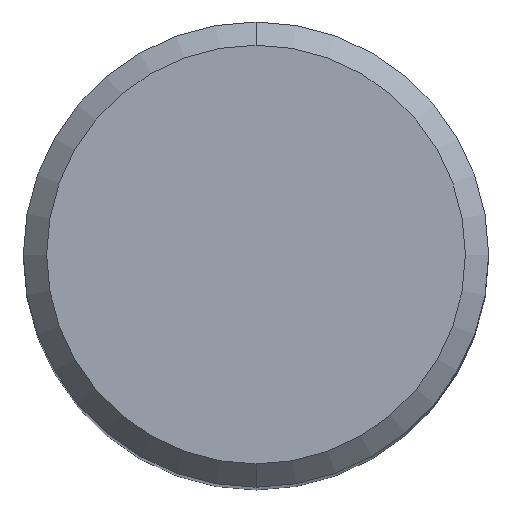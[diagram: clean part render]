
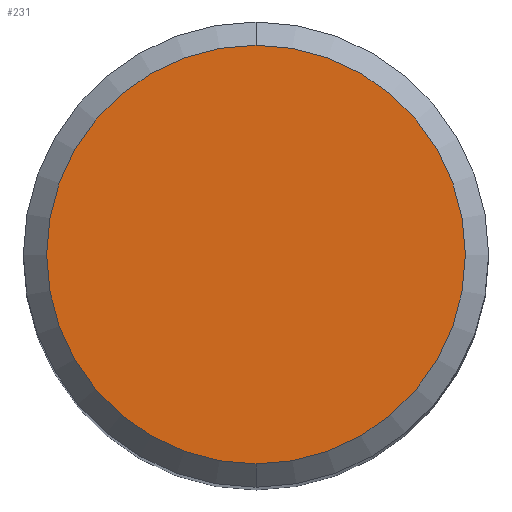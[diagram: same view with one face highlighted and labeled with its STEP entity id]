
A CAD part, top view. The second image highlights one B-rep face of the part: STEP entity #231.
In plain terms, the highlighted planar face has unit normal (0, 0, 1).
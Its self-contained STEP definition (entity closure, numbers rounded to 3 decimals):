
#195=EDGE_CURVE('',#431,#423,#487,.T.);
#231=ADVANCED_FACE('',(#529),#530,.T.);
#309=EDGE_CURVE('',#423,#431,#617,.T.);
#423=VERTEX_POINT('',#739);
#431=VERTEX_POINT('',#748);
#487=CIRCLE('',#814,3.6);
#529=FACE_OUTER_BOUND('',#866,.T.);
#530=PLANE('',#867);
#617=CIRCLE('',#1037,3.6);
#739=CARTESIAN_POINT('',(0.0,3.6,0.0));
#748=CARTESIAN_POINT('',(0.,-3.6,0.0));
#814=AXIS2_PLACEMENT_3D('',#1416,#1417,#1418);
#866=EDGE_LOOP('',(#1481,#1482));
#867=AXIS2_PLACEMENT_3D('',#1483,#1484,#1485);
#1037=AXIS2_PLACEMENT_3D('',#1586,#1587,#1588);
#1416=CARTESIAN_POINT('',(0.0,0.0,0.0));
#1417=DIRECTION('',(0.0,0.0,-1.0));
#1418=DIRECTION('',(0.0,1.0,0.0));
#1481=ORIENTED_EDGE('',*,*,#309,.F.);
#1482=ORIENTED_EDGE('',*,*,#195,.F.);
#1483=CARTESIAN_POINT('',(0.0,1.8,0.0));
#1484=DIRECTION('',(-0.0,0.0,1.0));
#1485=DIRECTION('',(0.0,-1.0,0.0));
#1586=CARTESIAN_POINT('',(0.0,0.0,0.0));
#1587=DIRECTION('',(0.0,0.0,-1.0));
#1588=DIRECTION('',(0.0,1.0,0.0));
